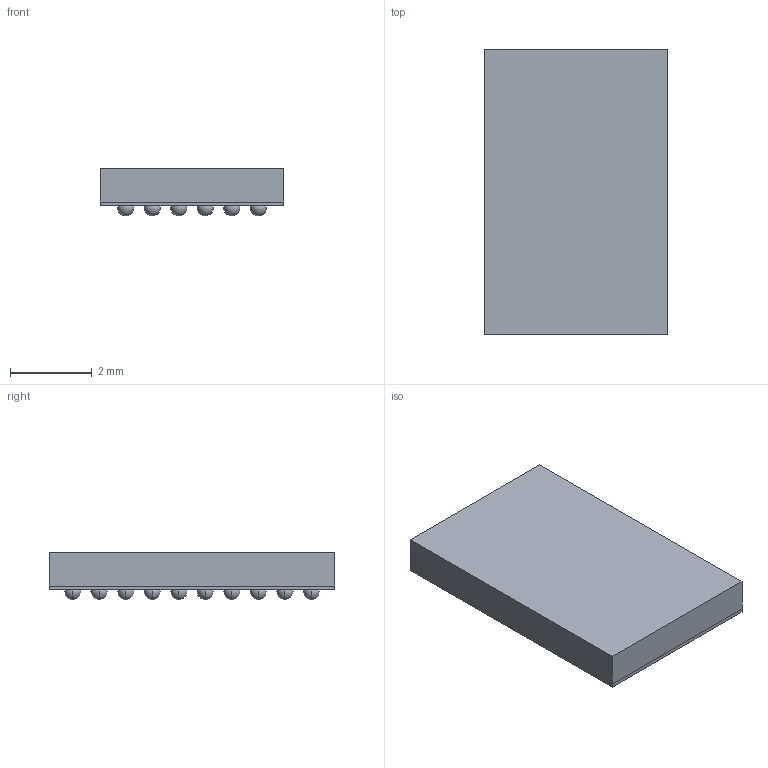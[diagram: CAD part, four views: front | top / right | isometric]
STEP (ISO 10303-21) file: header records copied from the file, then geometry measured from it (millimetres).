
FILE_DESCRIPTION((''),'2;1');
FILE_NAME('ZQL0056A_ASM','2016-12-21T',('a0412025'),(''),'CREO PARAMETRIC BY PTC INC, 2016050','CREO PARAMETRIC BY PTC INC, 2016050','');
FILE_SCHEMA(('AUTOMOTIVE_DESIGN { 1 0 10303 214 1 1 1 1 }'));
Length unit declared in the file: millimetre
Products named in the file (6): BODY; SUBSTRATE-BGA; SOLDER_BALL; PIN1_AREA; SMASK-BTM-BGA; ZQL0056A_ASM
Assembly tree (60 placements, depth 2):
  ZQL0056A_ASM
    BODY
    SUBSTRATE-BGA
    SOLDER_BALL  x56
    PIN1_AREA
    SMASK-BTM-BGA
Bounding box: 4.5 x 7 x 1.17 mm (x, y, z)
Volume: 30.3 mm3; surface area: 234.4 mm2
Topology: 59 solids, 59 shells, 186 faces, 372 edges, 192 vertices
Faces by surface type: sphere 112, plane 74
Entity records: 2140 total; most frequent: CARTESIAN_POINT 222, DIRECTION 218, PROPERTY_DEFINITION 176, REPRESENTATION 168, PROPERTY_DEFINITION_REPRESENTATION 168, AXIS2_PLACEMENT_3D 91, ORIENTED_EDGE 80, GENERAL_PROPERTY 73
